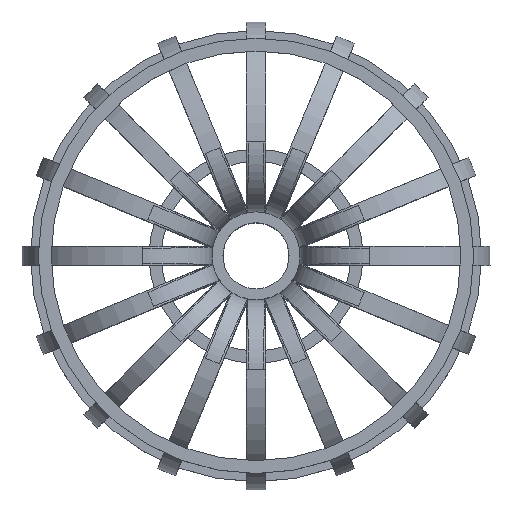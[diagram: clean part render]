
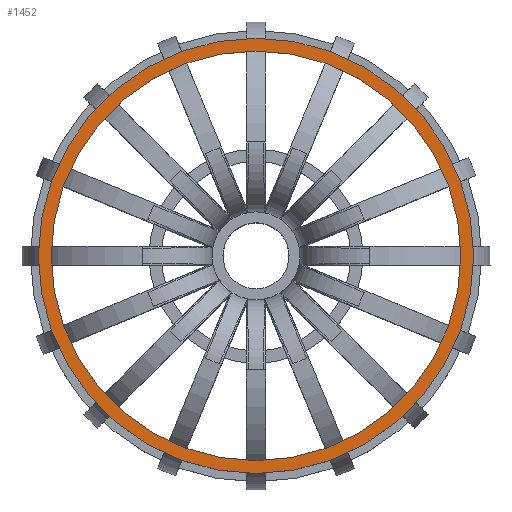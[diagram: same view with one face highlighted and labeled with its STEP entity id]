
A CAD part, top view. The second image highlights one B-rep face of the part: STEP entity #1452.
In plain terms, the highlighted planar face has unit normal (0, 0, 1).
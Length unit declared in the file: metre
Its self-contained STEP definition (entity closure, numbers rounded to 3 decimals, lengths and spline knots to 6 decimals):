
#1452=ADVANCED_FACE('0:788',(#2212,#2213),#2214,.T.);
#2212=FACE_BOUND('',#3528,.T.);
#2213=FACE_OUTER_BOUND('',#3529,.T.);
#2214=PLANE('',#3530);
#3528=EDGE_LOOP('',(#4130,#4131));
#3529=EDGE_LOOP('',(#4132,#4133));
#3530=AXIS2_PLACEMENT_3D('',#4134,#4135,#4136);
#4130=ORIENTED_EDGE('',*,*,#4544,.F.);
#4131=ORIENTED_EDGE('',*,*,#4551,.F.);
#4132=ORIENTED_EDGE('',*,*,#4541,.T.);
#4133=ORIENTED_EDGE('',*,*,#4553,.T.);
#4134=CARTESIAN_POINT('',(0.0,0.0,7.016616));
#4135=DIRECTION('',(0.0,0.0,1.0));
#4136=DIRECTION('',(1.0,-0.0,0.0));
#4541=EDGE_CURVE('0:803',#4945,#4949,#4951,.T.);
#4544=EDGE_CURVE('0:800',#4953,#4956,#4957,.T.);
#4551=EDGE_CURVE('',#4956,#4953,#4965,.T.);
#4553=EDGE_CURVE('',#4949,#4945,#4967,.T.);
#4945=VERTEX_POINT('',#7885);
#4949=VERTEX_POINT('',#7890);
#4951=CIRCLE('',#7893,16.378547);
#4953=VERTEX_POINT('',#7895);
#4956=VERTEX_POINT('',#7899);
#4957=CIRCLE('',#7900,15.414989);
#4965=CIRCLE('',#7909,15.414989);
#4967=CIRCLE('',#7911,16.378547);
#7885=CARTESIAN_POINT('',(16.378547,0.0,7.016616));
#7890=CARTESIAN_POINT('',(-16.378547,0.,7.016616));
#7893=AXIS2_PLACEMENT_3D('',#8146,#8147,#8148);
#7895=CARTESIAN_POINT('',(15.414989,0.0,7.016616));
#7899=CARTESIAN_POINT('',(-15.414989,0.,7.016616));
#7900=AXIS2_PLACEMENT_3D('',#8150,#8151,#8152);
#7909=AXIS2_PLACEMENT_3D('',#8163,#8164,#8165);
#7911=AXIS2_PLACEMENT_3D('',#8166,#8167,#8168);
#8146=CARTESIAN_POINT('',(0.0,0.0,7.016616));
#8147=DIRECTION('',(0.0,0.0,1.0));
#8148=DIRECTION('',(1.0,0.0,-0.0));
#8150=CARTESIAN_POINT('',(0.0,0.0,7.016616));
#8151=DIRECTION('',(0.0,0.0,1.0));
#8152=DIRECTION('',(1.0,0.0,-0.0));
#8163=CARTESIAN_POINT('',(0.0,0.0,7.016616));
#8164=DIRECTION('',(0.0,0.0,1.0));
#8165=DIRECTION('',(1.0,0.0,-0.0));
#8166=CARTESIAN_POINT('',(0.0,0.0,7.016616));
#8167=DIRECTION('',(0.0,0.0,1.0));
#8168=DIRECTION('',(1.0,0.0,-0.0));
